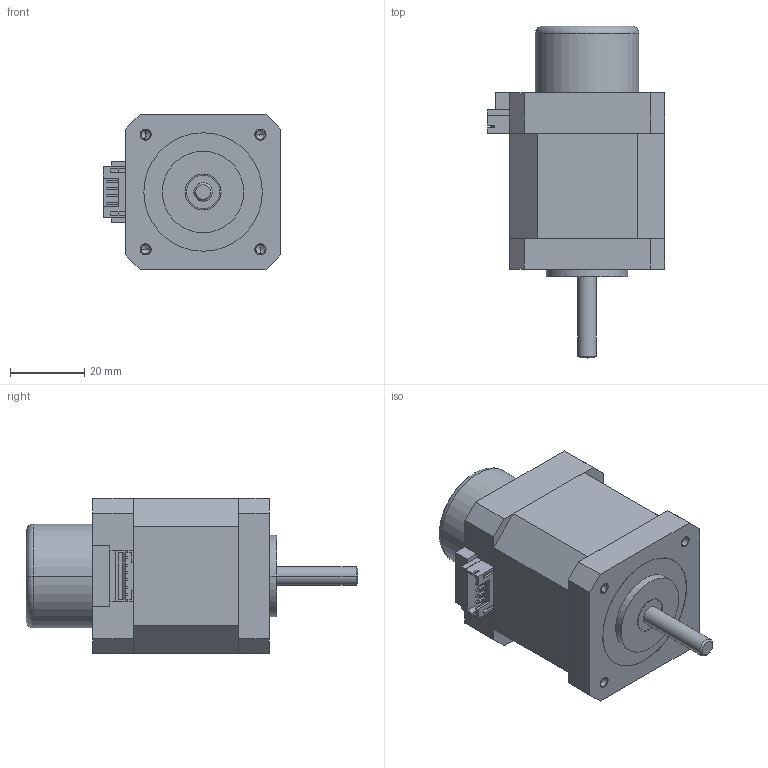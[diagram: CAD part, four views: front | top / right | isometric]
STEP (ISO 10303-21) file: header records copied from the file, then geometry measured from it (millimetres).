
FILE_DESCRIPTION((''),'2;1');
FILE_NAME('MT17HE18020B4E1_ASM','2017-03-20T',('Matteo Maccalli'),(''),'PRO/ENGINEER BY PARAMETRIC TECHNOLOGY CORPORATION, 2006320','PRO/ENGINEER BY PARAMETRIC TECHNOLOGY CORPORATION, 2006320','');
FILE_SCHEMA(('AUTOMOTIVE_DESIGN_CC2 { 1 2 10303 214 -1 1 5 2 }'));
Length unit declared in the file: millimetre
Products named in the file (8): FRONT_FLANGE_MT17HE_H8E2_QUADR; STACK_MT17HE18_H28E5; REAR_FLANGE_MT17HE_QUADR11; FRONT_SHAFT_MT17HE_NOSPIAN_22L; REAR_SHAFT_MT17HE; MT17HE_ENCODER; S6B-PH-K-S; MT17HE18020B4E1_ASM
Assembly tree (7 placements, depth 2):
  MT17HE18020B4E1_ASM
    FRONT_FLANGE_MT17HE_H8E2_QUADR
    STACK_MT17HE18_H28E5
    REAR_FLANGE_MT17HE_QUADR11
    FRONT_SHAFT_MT17HE_NOSPIAN_22L
    REAR_SHAFT_MT17HE
    MT17HE_ENCODER
    S6B-PH-K-S
Bounding box: 48 x 89.7 x 42 mm (x, y, z)
Volume: 92881.9 mm3; surface area: 23480.1 mm2
Topology: 7 solids, 15 shells, 225 faces, 574 edges, 374 vertices
Faces by surface type: plane 155, cylinder 56, cone 12, torus 2
Entity records: 9117 total; most frequent: DIRECTION 1190, CARTESIAN_POINT 1184, ORIENTED_EDGE 1100, PRESENTATION_STYLE_ASSIGNMENT 631, STYLED_ITEM 589, CURVE_STYLE 566, EDGE_CURVE 566, VECTOR 430
